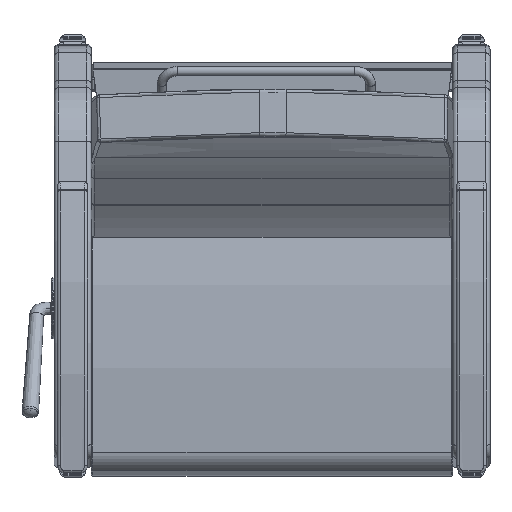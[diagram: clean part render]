
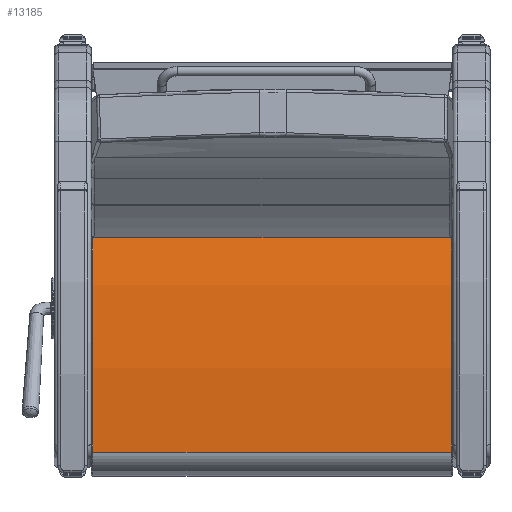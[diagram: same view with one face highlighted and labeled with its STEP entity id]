
A CAD part, front view. The second image highlights one B-rep face of the part: STEP entity #13185.
In plain terms, the highlighted free-form (B-spline) face has degree [3, 1] with [18, 2] control points.
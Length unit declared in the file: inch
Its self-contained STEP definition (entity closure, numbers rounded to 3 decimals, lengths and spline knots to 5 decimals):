
#669=B_SPLINE_SURFACE_WITH_KNOTS('',3,1,((#27201,#27202),(#27203,#27204),
(#27205,#27206),(#27207,#27208),(#27209,#27210),(#27211,#27212),(#27213,
#27214),(#27215,#27216),(#27217,#27218),(#27219,#27220),(#27221,#27222),
(#27223,#27224),(#27225,#27226),(#27227,#27228),(#27229,#27230),(#27231,
#27232),(#27233,#27234),(#27235,#27236)),.UNSPECIFIED.,.F.,.F.,.F.,(4,1,
1,1,1,1,1,1,1,1,1,1,1,1,1,4),(2,2),(-1.69612,-1.66826,
-1.6404,-1.62647,-1.59861,-1.58468,
-1.55682,-1.54289,-1.51503,-1.5011,-1.47324,
-1.45931,-1.43145,-1.41752,-1.38966,
-1.3618),(0.,110.49),.UNSPECIFIED.);
#1053=ELLIPSE('',#15164,60.30357,60.25);
#1055=ELLIPSE('',#15186,60.30357,60.25);
#1919=LINE('',#27199,#2685);
#1920=LINE('',#27238,#2686);
#2685=VECTOR('',#19284,0.3937);
#2686=VECTOR('',#19287,0.3937);
#3670=FACE_OUTER_BOUND('',#4608,.T.);
#4608=EDGE_LOOP('',(#11980,#11981,#11982,#11983));
#6573=VERTEX_POINT('',#26830);
#6574=VERTEX_POINT('',#26831);
#6593=VERTEX_POINT('',#27198);
#6594=VERTEX_POINT('',#27237);
#8367=EDGE_CURVE('',#6573,#6574,#1053,.T.);
#8396=EDGE_CURVE('',#6593,#6574,#1919,.T.);
#8398=EDGE_CURVE('',#6594,#6573,#1920,.T.);
#8399=EDGE_CURVE('',#6593,#6594,#1055,.T.);
#11980=ORIENTED_EDGE('',*,*,#8367,.F.);
#11981=ORIENTED_EDGE('',*,*,#8398,.F.);
#11982=ORIENTED_EDGE('',*,*,#8399,.F.);
#11983=ORIENTED_EDGE('',*,*,#8396,.T.);
#13185=ADVANCED_FACE('',(#3670),#669,.T.);
#15164=AXIS2_PLACEMENT_3D('',#26832,#19233,#19234);
#15186=AXIS2_PLACEMENT_3D('',#27239,#19288,#19289);
#19233=DIRECTION('center_axis',(0.,0.,
-1.));
#19234=DIRECTION('ref_axis',(1.,0.,0.));
#19284=DIRECTION('',(0.,0.,-1.));
#19287=DIRECTION('',(0.,0.,-1.));
#19288=DIRECTION('center_axis',(0.,0.,1.));
#19289=DIRECTION('ref_axis',(1.,0.,0.));
#26830=CARTESIAN_POINT('',(3.60935,-1.68389,0.124));
#26831=CARTESIAN_POINT('',(23.65848,-2.52291,0.124));
#26832=CARTESIAN_POINT('Origin',(11.14546,-61.46156,0.124));
#27198=CARTESIAN_POINT('',(23.65848,-2.52291,28.876));
#27199=CARTESIAN_POINT('',(23.65848,-2.52291,29.));
#27201=CARTESIAN_POINT('Ctrl Pts',(3.60935,-1.68389,29.));
#27202=CARTESIAN_POINT('Ctrl Pts',(3.60935,-1.68389,-14.5));
#27203=CARTESIAN_POINT('Ctrl Pts',(4.16497,-1.61396,29.));
#27204=CARTESIAN_POINT('Ctrl Pts',(4.16497,-1.61396,-14.5));
#27205=CARTESIAN_POINT('Ctrl Pts',(5.27817,-1.48959,29.));
#27206=CARTESIAN_POINT('Ctrl Pts',(5.27817,-1.48959,-14.5));
#27207=CARTESIAN_POINT('Ctrl Pts',(6.67346,-1.3729,29.));
#27208=CARTESIAN_POINT('Ctrl Pts',(6.67346,-1.3729,-14.5));
#27209=CARTESIAN_POINT('Ctrl Pts',(8.07078,-1.28537,29.));
#27210=CARTESIAN_POINT('Ctrl Pts',(8.07078,-1.28537,-14.5));
#27211=CARTESIAN_POINT('Ctrl Pts',(9.18994,-1.2387,29.));
#27212=CARTESIAN_POINT('Ctrl Pts',(9.18994,-1.2387,-14.5));
#27213=CARTESIAN_POINT('Ctrl Pts',(10.5897,-1.20957,29.));
#27214=CARTESIAN_POINT('Ctrl Pts',(10.5897,-1.20957,-14.5));
#27215=CARTESIAN_POINT('Ctrl Pts',(11.70984,-1.20965,29.));
#27216=CARTESIAN_POINT('Ctrl Pts',(11.70984,-1.20965,-14.5));
#27217=CARTESIAN_POINT('Ctrl Pts',(13.1096,-1.23898,29.));
#27218=CARTESIAN_POINT('Ctrl Pts',(13.1096,-1.23898,-14.5));
#27219=CARTESIAN_POINT('Ctrl Pts',(14.22875,-1.28581,29.));
#27220=CARTESIAN_POINT('Ctrl Pts',(14.22875,-1.28581,-14.5));
#27221=CARTESIAN_POINT('Ctrl Pts',(15.62606,-1.37354,29.));
#27222=CARTESIAN_POINT('Ctrl Pts',(15.62606,-1.37354,-14.5));
#27223=CARTESIAN_POINT('Ctrl Pts',(16.74228,-1.46705,29.));
#27224=CARTESIAN_POINT('Ctrl Pts',(16.74228,-1.46705,-14.5));
#27225=CARTESIAN_POINT('Ctrl Pts',(18.1347,-1.61302,29.));
#27226=CARTESIAN_POINT('Ctrl Pts',(18.1347,-1.61302,-14.5));
#27227=CARTESIAN_POINT('Ctrl Pts',(19.24603,-1.75304,29.));
#27228=CARTESIAN_POINT('Ctrl Pts',(19.24603,-1.75304,-14.5));
#27229=CARTESIAN_POINT('Ctrl Pts',(20.63114,-1.95701,29.));
#27230=CARTESIAN_POINT('Ctrl Pts',(20.63114,-1.95701,-14.5));
#27231=CARTESIAN_POINT('Ctrl Pts',(22.01177,-2.18986,29.));
#27232=CARTESIAN_POINT('Ctrl Pts',(22.01177,-2.18986,-14.5));
#27233=CARTESIAN_POINT('Ctrl Pts',(23.11066,-2.40681,29.));
#27234=CARTESIAN_POINT('Ctrl Pts',(23.11066,-2.40681,-14.5));
#27235=CARTESIAN_POINT('Ctrl Pts',(23.65848,-2.52291,29.));
#27236=CARTESIAN_POINT('Ctrl Pts',(23.65848,-2.52291,-14.5));
#27237=CARTESIAN_POINT('',(3.60935,-1.68389,28.876));
#27238=CARTESIAN_POINT('',(3.60935,-1.68389,29.));
#27239=CARTESIAN_POINT('Origin',(11.14546,-61.46156,28.876));
